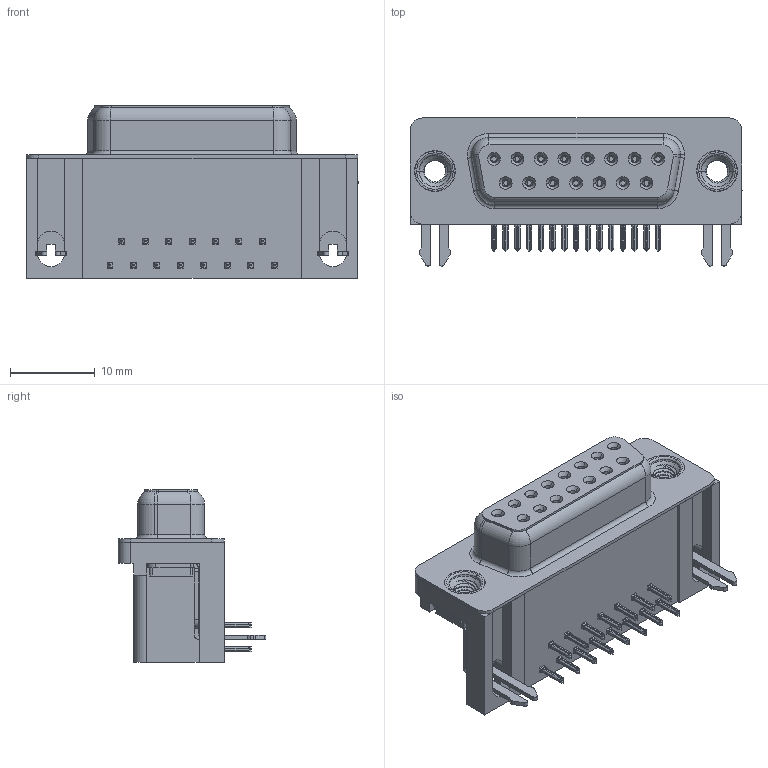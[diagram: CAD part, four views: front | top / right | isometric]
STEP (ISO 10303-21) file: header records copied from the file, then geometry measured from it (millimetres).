
FILE_DESCRIPTION (( 'STEP AP203' ), '1' );
FILE_NAME ('630-015-240-535.STEP', '2021-09-22T13:34:51', ( '' ), ( '' ), 'SwSTEP 2.0', 'SolidWorks 2020', '' );
FILE_SCHEMA (( 'CONFIG_CONTROL_DESIGN' ));
Length unit declared in the file: millimetre
Products named in the file (7): 630 Contact Top; 630 Shell_15 Socket; 630 2 Prong Board Lock; 630-015-240-535; 630 M3 Threaded Rivet; 630 Contact Bottom; 630 Housing_15 Socket
Assembly tree (21 placements, depth 2):
  630-015-240-535
    630 Housing_15 Socket
    630 Shell_15 Socket
    630 Contact Bottom  x7
    630 Contact Top  x8
    630 2 Prong Board Lock  x2
    630 M3 Threaded Rivet  x2
Bounding box: 39.22 x 17.48 x 20.4 mm (x, y, z)
Volume: 5853.9 mm3; surface area: 7208.1 mm2
Topology: 21 solids, 21 shells, 2465 faces, 6486 edges, 4078 vertices
Faces by surface type: plane 1104, cylinder 617, bspline 518, cone 188, torus 38
Entity records: 26759 total; most frequent: CARTESIAN_POINT 8753, ORIENTED_EDGE 3654, DIRECTION 3258, EDGE_CURVE 1827, VERTEX_POINT 1165, VECTOR 1138, LINE 1138, AXIS2_PLACEMENT_3D 1060
